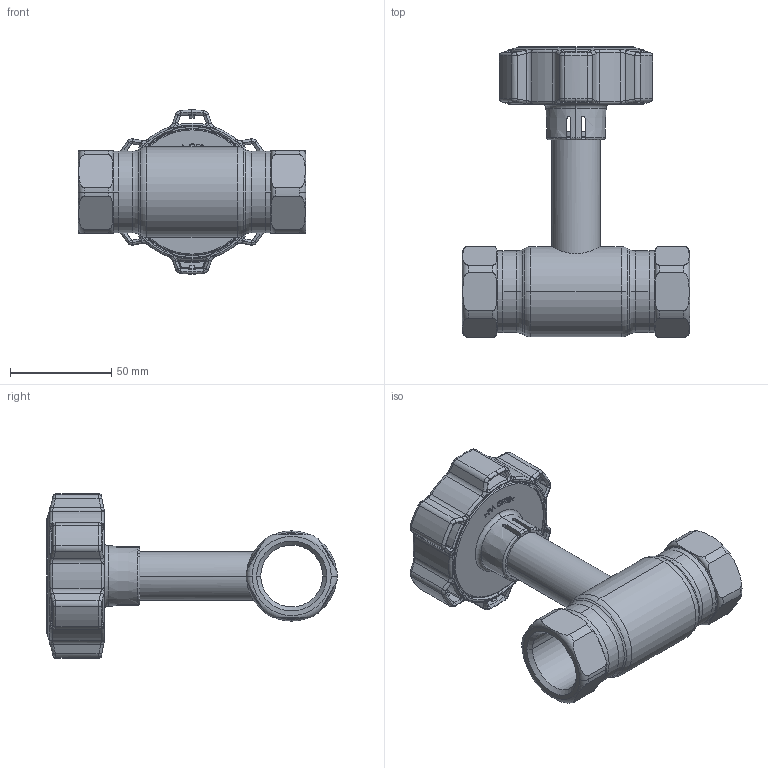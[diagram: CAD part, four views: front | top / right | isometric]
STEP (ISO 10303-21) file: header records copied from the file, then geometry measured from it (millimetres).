
FILE_DESCRIPTION (( 'STEP AP214' ), '1' );
FILE_NAME ('2025002001-0200.step', '2023-12-18T09:56:57', ( '' ), ( '' ), 'SwSTEP 2.0', 'SolidWorks 2021', '' );
FILE_SCHEMA (( 'AUTOMOTIVE_DESIGN' ));
Length unit declared in the file: millimetre
Products named in the file (1): 2025002001-0200
Bounding box: 112 x 143.3 x 81 mm (x, y, z)
Surface area: 53129.1 mm2 (no closed solid volume)
Topology: 0 solids, 15 shells, 610 faces, 1745 edges, 1120 vertices
Faces by surface type: bspline 182, cylinder 159, plane 125, torus 77, cone 67
Entity records: 37336 total; most frequent: CARTESIAN_POINT 16634, ORIENTED_EDGE 3095, DIRECTION 2420, EDGE_CURVE 1745, VERTEX_POINT 1120, AXIS2_PLACEMENT_3D 956, B_SPLINE_CURVE_WITH_KNOTS 662, EDGE_LOOP 640
